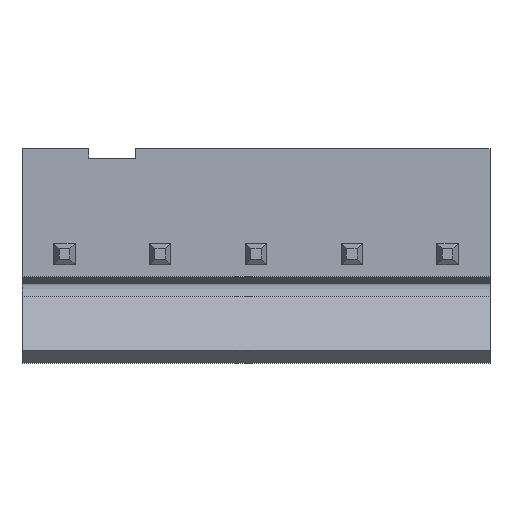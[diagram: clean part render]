
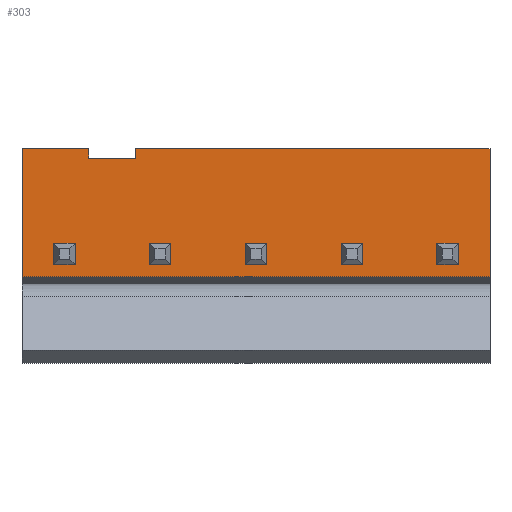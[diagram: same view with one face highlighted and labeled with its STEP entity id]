
A CAD part, top view. The second image highlights one B-rep face of the part: STEP entity #303.
In plain terms, the highlighted planar face has unit normal (0, 0, 1).
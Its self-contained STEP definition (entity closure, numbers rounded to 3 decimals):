
#303=ADVANCED_FACE('',(#666),#668,.T.);
#666=FACE_BOUND('',#667,.T.);
#667=EDGE_LOOP('',(#948,#949,#950,#951,#952,#953,#954,#955));
#668=PLANE('',#669);
#669=AXIS2_PLACEMENT_3D('',#670,#671,#672);
#670=CARTESIAN_POINT('',(22.57,-1.19,3.2));
#671=DIRECTION('',(0.,-0.,1.));
#672=DIRECTION('',(0.,1.,0.));
#948=ORIENTED_EDGE('',*,*,#1152,.T.);
#949=ORIENTED_EDGE('',*,*,#1153,.T.);
#950=ORIENTED_EDGE('',*,*,#1151,.T.);
#951=ORIENTED_EDGE('',*,*,#1154,.F.);
#952=ORIENTED_EDGE('',*,*,#1155,.F.);
#953=ORIENTED_EDGE('',*,*,#1156,.T.);
#954=ORIENTED_EDGE('',*,*,#1147,.T.);
#955=ORIENTED_EDGE('',*,*,#1157,.T.);
#1147=EDGE_CURVE('',#1259,#1257,#1260,.T.);
#1151=EDGE_CURVE('',#1262,#1264,#1266,.T.);
#1152=EDGE_CURVE('',#1267,#1268,#1269,.F.);
#1153=EDGE_CURVE('',#1268,#1262,#1270,.F.);
#1154=EDGE_CURVE('',#1271,#1264,#1272,.T.);
#1155=EDGE_CURVE('',#1273,#1271,#1274,.T.);
#1156=EDGE_CURVE('',#1273,#1259,#1275,.T.);
#1157=EDGE_CURVE('',#1257,#1267,#1276,.F.);
#1257=VERTEX_POINT('',#1442);
#1259=VERTEX_POINT('',#1446);
#1260=LINE('',#1447,#1448);
#1262=VERTEX_POINT('',#1453);
#1264=VERTEX_POINT('',#1457);
#1266=LINE('',#1461,#1462);
#1267=VERTEX_POINT('',#1464);
#1268=VERTEX_POINT('',#1465);
#1269=LINE('',#1466,#1467);
#1270=LINE('',#1469,#1470);
#1271=VERTEX_POINT('',#1472);
#1272=LINE('',#1473,#1474);
#1273=VERTEX_POINT('',#1476);
#1274=LINE('',#1477,#1478);
#1275=LINE('',#1480,#1481);
#1276=LINE('',#1483,#1484);
#1442=CARTESIAN_POINT('',(3.79,5.6,3.2));
#1446=CARTESIAN_POINT('',(22.57,5.6,3.2));
#1447=CARTESIAN_POINT('',(22.57,5.6,3.2));
#1448=VECTOR('',#1449,1.);
#1449=DIRECTION('',(-1.,0.,0.));
#1453=CARTESIAN_POINT('',(1.29,5.6,3.2));
#1457=CARTESIAN_POINT('',(-2.25,5.6,3.2));
#1461=CARTESIAN_POINT('',(1.29,5.6,3.2));
#1462=VECTOR('',#1463,1.);
#1463=DIRECTION('',(-1.,0.,0.));
#1464=CARTESIAN_POINT('',(3.79,5.1,3.2));
#1465=CARTESIAN_POINT('',(1.29,5.1,3.2));
#1466=CARTESIAN_POINT('',(1.29,5.1,3.2));
#1467=VECTOR('',#1468,1.);
#1468=DIRECTION('',(1.,0.,0.));
#1469=CARTESIAN_POINT('',(1.29,5.6,3.2));
#1470=VECTOR('',#1471,1.);
#1471=DIRECTION('',(0.,-1.,0.));
#1472=CARTESIAN_POINT('',(-2.25,-1.19,3.2));
#1473=CARTESIAN_POINT('',(-2.25,-1.19,3.2));
#1474=VECTOR('',#1475,1.);
#1475=DIRECTION('',(0.,1.,0.));
#1476=CARTESIAN_POINT('',(22.57,-1.19,3.2));
#1477=CARTESIAN_POINT('',(22.57,-1.19,3.2));
#1478=VECTOR('',#1479,1.);
#1479=DIRECTION('',(-1.,0.,0.));
#1480=CARTESIAN_POINT('',(22.57,-1.19,3.2));
#1481=VECTOR('',#1482,1.);
#1482=DIRECTION('',(0.,1.,0.));
#1483=CARTESIAN_POINT('',(3.79,5.1,3.2));
#1484=VECTOR('',#1485,1.);
#1485=DIRECTION('',(0.,1.,0.));
